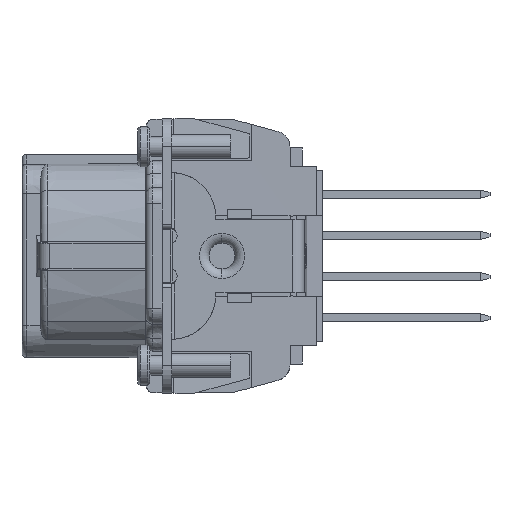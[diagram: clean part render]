
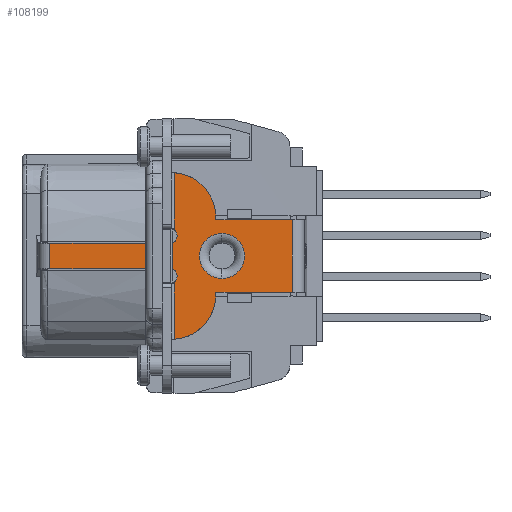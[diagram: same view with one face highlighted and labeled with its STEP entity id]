
A CAD part, left-side view. The second image highlights one B-rep face of the part: STEP entity #108199.
In plain terms, the highlighted planar face has unit normal (-1, 0, 0).
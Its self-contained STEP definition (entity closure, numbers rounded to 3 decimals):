
#35343=DIRECTION('',(0.,0.,-1.));
#35344=VECTOR('',#35343,7.085);
#35345=CARTESIAN_POINT('',(-33.15,15.8,-3.203));
#35346=LINE('',#35345,#35344);
#35421=DIRECTION('',(0.,-1.,0.));
#35422=VECTOR('',#35421,14.788);
#35423=CARTESIAN_POINT('',(-33.15,31.16,1.55));
#35424=LINE('',#35423,#35422);
#35425=CARTESIAN_POINT('',(-33.15,16.371,2.475));
#35426=DIRECTION('',(-1.,0.,0.));
#35427=DIRECTION('',(0.,0.,-1.));
#35428=AXIS2_PLACEMENT_3D('',#35425,#35426,#35427);
#35430=CARTESIAN_POINT('',(-33.15,16.171,4.8));
#35431=DIRECTION('',(1.,0.,0.));
#35432=DIRECTION('',(0.,-0.067,0.998));
#35433=AXIS2_PLACEMENT_3D('',#35430,#35431,#35432);
#35435=DIRECTION('',(0.,0.,-1.));
#35436=VECTOR('',#35435,0.3);
#35437=CARTESIAN_POINT('',(-33.15,10.671,4.8));
#35438=LINE('',#35437,#35436);
#35439=DIRECTION('',(0.,-1.,0.));
#35440=VECTOR('',#35439,1.4);
#35441=CARTESIAN_POINT('',(-33.15,10.671,4.5));
#35442=LINE('',#35441,#35440);
#35443=DIRECTION('',(0.,0.,1.));
#35444=VECTOR('',#35443,0.05);
#35445=CARTESIAN_POINT('',(-33.15,9.271,4.5));
#35446=LINE('',#35445,#35444);
#35447=DIRECTION('',(0.,0.,-1.));
#35448=VECTOR('',#35447,0.05);
#35449=CARTESIAN_POINT('',(-33.15,6.271,4.55));
#35450=LINE('',#35449,#35448);
#35451=DIRECTION('',(0.,-1.,0.));
#35452=VECTOR('',#35451,5.05);
#35453=CARTESIAN_POINT('',(-33.15,6.271,4.5));
#35454=LINE('',#35453,#35452);
#35455=DIRECTION('',(0.,1.,0.));
#35456=VECTOR('',#35455,5.05);
#35457=CARTESIAN_POINT('',(-33.15,1.221,-4.5));
#35458=LINE('',#35457,#35456);
#35459=DIRECTION('',(0.,0.,-1.));
#35460=VECTOR('',#35459,0.05);
#35461=CARTESIAN_POINT('',(-33.15,6.271,-4.5));
#35462=LINE('',#35461,#35460);
#35463=DIRECTION('',(0.,0.,1.));
#35464=VECTOR('',#35463,0.05);
#35465=CARTESIAN_POINT('',(-33.15,9.271,-4.55));
#35466=LINE('',#35465,#35464);
#35467=DIRECTION('',(0.,1.,0.));
#35468=VECTOR('',#35467,1.4);
#35469=CARTESIAN_POINT('',(-33.15,9.271,-4.5));
#35470=LINE('',#35469,#35468);
#35471=DIRECTION('',(0.,0.,-1.));
#35472=VECTOR('',#35471,0.3);
#35473=CARTESIAN_POINT('',(-33.15,10.671,-4.5));
#35474=LINE('',#35473,#35472);
#35475=CARTESIAN_POINT('',(-33.15,16.171,-4.8));
#35476=DIRECTION('',(1.,0.,0.));
#35477=DIRECTION('',(0.,-1.,0.));
#35478=AXIS2_PLACEMENT_3D('',#35475,#35476,#35477);
#35480=CARTESIAN_POINT('',(-33.15,16.371,-2.475));
#35481=DIRECTION('',(-1.,0.,0.));
#35482=DIRECTION('',(0.,-0.618,-0.787));
#35483=AXIS2_PLACEMENT_3D('',#35480,#35481,#35482);
#35485=DIRECTION('',(0.,1.,0.));
#35486=VECTOR('',#35485,14.788);
#35487=CARTESIAN_POINT('',(-33.15,16.371,-1.55));
#35488=LINE('',#35487,#35486);
#35489=CARTESIAN_POINT('',(-33.15,9.9,0.));
#35490=DIRECTION('',(-1.,0.,0.));
#35491=DIRECTION('',(0.,0.,1.));
#35492=AXIS2_PLACEMENT_3D('',#35489,#35490,#35491);
#35494=CARTESIAN_POINT('',(-33.15,9.9,0.));
#35495=DIRECTION('',(-1.,0.,0.));
#35496=DIRECTION('',(0.,0.,-1.));
#35497=AXIS2_PLACEMENT_3D('',#35494,#35495,#35496);
#35510=DIRECTION('',(0.,0.,-1.));
#35511=VECTOR('',#35510,3.1);
#35512=CARTESIAN_POINT('',(-33.15,31.16,1.55));
#35513=LINE('',#35512,#35511);
#35676=DIRECTION('',(0.,0.,-1.));
#35677=VECTOR('',#35676,7.085);
#35678=CARTESIAN_POINT('',(-33.15,15.8,10.287));
#35679=LINE('',#35678,#35677);
#36771=DIRECTION('',(0.,-1.,0.));
#36772=VECTOR('',#36771,3.);
#36773=CARTESIAN_POINT('',(-33.15,9.271,-4.55));
#36774=LINE('',#36773,#36772);
#36799=DIRECTION('',(0.,0.,1.));
#36800=VECTOR('',#36799,9.);
#36801=CARTESIAN_POINT('',(-33.15,1.221,-4.5));
#36802=LINE('',#36801,#36800);
#37121=DIRECTION('',(0.,1.,0.));
#37122=VECTOR('',#37121,3.);
#37123=CARTESIAN_POINT('',(-33.15,6.271,4.55));
#37124=LINE('',#37123,#37122);
#56003=CARTESIAN_POINT('',(-33.15,6.271,-4.55));
#56004=VERTEX_POINT('',#56003);
#56007=CARTESIAN_POINT('',(-33.15,9.271,-4.55));
#56008=VERTEX_POINT('',#56007);
#56042=CARTESIAN_POINT('',(-33.15,31.16,1.55));
#56043=VERTEX_POINT('',#56042);
#56044=CARTESIAN_POINT('',(-33.15,16.371,1.55));
#56045=VERTEX_POINT('',#56044);
#56046=CARTESIAN_POINT('',(-33.15,15.8,3.203));
#56047=VERTEX_POINT('',#56046);
#56058=CARTESIAN_POINT('',(-33.15,15.8,10.287));
#56059=VERTEX_POINT('',#56058);
#56060=CARTESIAN_POINT('',(-33.15,10.671,4.8));
#56061=VERTEX_POINT('',#56060);
#56062=CARTESIAN_POINT('',(-33.15,10.671,4.5));
#56063=VERTEX_POINT('',#56062);
#56064=CARTESIAN_POINT('',(-33.15,9.271,4.5));
#56065=VERTEX_POINT('',#56064);
#56066=CARTESIAN_POINT('',(-33.15,9.271,4.55));
#56067=VERTEX_POINT('',#56066);
#56080=CARTESIAN_POINT('',(-33.15,6.271,4.55));
#56082=VERTEX_POINT('',#56080);
#56086=CARTESIAN_POINT('',(-33.15,31.16,-1.55));
#56087=VERTEX_POINT('',#56086);
#56088=CARTESIAN_POINT('',(-33.15,6.271,4.5));
#56089=VERTEX_POINT('',#56088);
#56090=CARTESIAN_POINT('',(-33.15,1.221,4.5));
#56091=VERTEX_POINT('',#56090);
#56092=CARTESIAN_POINT('',(-33.15,1.221,-4.5));
#56093=VERTEX_POINT('',#56092);
#56094=CARTESIAN_POINT('',(-33.15,6.271,-4.5));
#56095=VERTEX_POINT('',#56094);
#56096=CARTESIAN_POINT('',(-33.15,9.271,-4.5));
#56097=VERTEX_POINT('',#56096);
#56098=CARTESIAN_POINT('',(-33.15,10.671,-4.5));
#56099=VERTEX_POINT('',#56098);
#56100=CARTESIAN_POINT('',(-33.15,10.671,-4.8));
#56101=VERTEX_POINT('',#56100);
#56102=CARTESIAN_POINT('',(-33.15,15.8,-10.287));
#56103=VERTEX_POINT('',#56102);
#56104=CARTESIAN_POINT('',(-33.15,15.8,-3.203));
#56105=VERTEX_POINT('',#56104);
#56106=CARTESIAN_POINT('',(-33.15,16.371,-1.55));
#56107=VERTEX_POINT('',#56106);
#56108=CARTESIAN_POINT('',(-33.15,9.9,2.8));
#56109=CARTESIAN_POINT('',(-33.15,9.9,-2.8));
#56110=VERTEX_POINT('',#56108);
#56111=VERTEX_POINT('',#56109);
#108146=CARTESIAN_POINT('',(-33.15,22.171,0.));
#108147=DIRECTION('',(-1.,0.,0.));
#108148=DIRECTION('',(0.,0.,-1.));
#108149=AXIS2_PLACEMENT_3D('',#108146,#108147,#108148);
#108150=PLANE('',#108149);
#108152=ORIENTED_EDGE('',*,*,#108151,.F.);
#108153=ORIENTED_EDGE('',*,*,#107861,.T.);
#108154=ORIENTED_EDGE('',*,*,#107881,.T.);
#108156=ORIENTED_EDGE('',*,*,#108155,.F.);
#108158=ORIENTED_EDGE('',*,*,#108157,.T.);
#108160=ORIENTED_EDGE('',*,*,#108159,.T.);
#108162=ORIENTED_EDGE('',*,*,#108161,.T.);
#108164=ORIENTED_EDGE('',*,*,#108163,.T.);
#108166=ORIENTED_EDGE('',*,*,#108165,.F.);
#108168=ORIENTED_EDGE('',*,*,#108167,.T.);
#108170=ORIENTED_EDGE('',*,*,#108169,.T.);
#108172=ORIENTED_EDGE('',*,*,#108171,.F.);
#108174=ORIENTED_EDGE('',*,*,#108173,.T.);
#108176=ORIENTED_EDGE('',*,*,#108175,.T.);
#108178=ORIENTED_EDGE('',*,*,#108177,.F.);
#108180=ORIENTED_EDGE('',*,*,#108179,.T.);
#108182=ORIENTED_EDGE('',*,*,#108181,.T.);
#108184=ORIENTED_EDGE('',*,*,#108183,.T.);
#108185=ORIENTED_EDGE('',*,*,#108139,.T.);
#108186=ORIENTED_EDGE('',*,*,#108039,.F.);
#108188=ORIENTED_EDGE('',*,*,#108187,.T.);
#108190=ORIENTED_EDGE('',*,*,#108189,.T.);
#108191=EDGE_LOOP('',(#108152,#108153,#108154,#108156,#108158,#108160,#108162,
#108164,#108166,#108168,#108170,#108172,#108174,#108176,#108178,#108180,#108182,
#108184,#108185,#108186,#108188,#108190));
#108192=FACE_OUTER_BOUND('',#108191,.F.);
#108194=ORIENTED_EDGE('',*,*,#108193,.T.);
#108196=ORIENTED_EDGE('',*,*,#108195,.T.);
#108197=EDGE_LOOP('',(#108194,#108196));
#108198=FACE_BOUND('',#108197,.F.);
#108199=ADVANCED_FACE('',(#108192,#108198),#108150,.T.);
#35429=CIRCLE('',#35428,0.925);
#35434=CIRCLE('',#35433,5.5);
#35479=CIRCLE('',#35478,5.5);
#35484=CIRCLE('',#35483,0.925);
#35493=CIRCLE('',#35492,2.8);
#35498=CIRCLE('',#35497,2.8);
#107861=EDGE_CURVE('',#56043,#56045,#35424,.T.);
#107881=EDGE_CURVE('',#56045,#56047,#35429,.T.);
#108039=EDGE_CURVE('',#56105,#56103,#35346,.T.);
#108139=EDGE_CURVE('',#56101,#56103,#35479,.T.);
#108151=EDGE_CURVE('',#56043,#56087,#35513,.T.);
#108155=EDGE_CURVE('',#56059,#56047,#35679,.T.);
#108157=EDGE_CURVE('',#56059,#56061,#35434,.T.);
#108159=EDGE_CURVE('',#56061,#56063,#35438,.T.);
#108161=EDGE_CURVE('',#56063,#56065,#35442,.T.);
#108163=EDGE_CURVE('',#56065,#56067,#35446,.T.);
#108165=EDGE_CURVE('',#56082,#56067,#37124,.T.);
#108167=EDGE_CURVE('',#56082,#56089,#35450,.T.);
#108169=EDGE_CURVE('',#56089,#56091,#35454,.T.);
#108171=EDGE_CURVE('',#56093,#56091,#36802,.T.);
#108173=EDGE_CURVE('',#56093,#56095,#35458,.T.);
#108175=EDGE_CURVE('',#56095,#56004,#35462,.T.);
#108177=EDGE_CURVE('',#56008,#56004,#36774,.T.);
#108179=EDGE_CURVE('',#56008,#56097,#35466,.T.);
#108181=EDGE_CURVE('',#56097,#56099,#35470,.T.);
#108183=EDGE_CURVE('',#56099,#56101,#35474,.T.);
#108187=EDGE_CURVE('',#56105,#56107,#35484,.T.);
#108189=EDGE_CURVE('',#56107,#56087,#35488,.T.);
#108193=EDGE_CURVE('',#56110,#56111,#35493,.T.);
#108195=EDGE_CURVE('',#56111,#56110,#35498,.T.);
